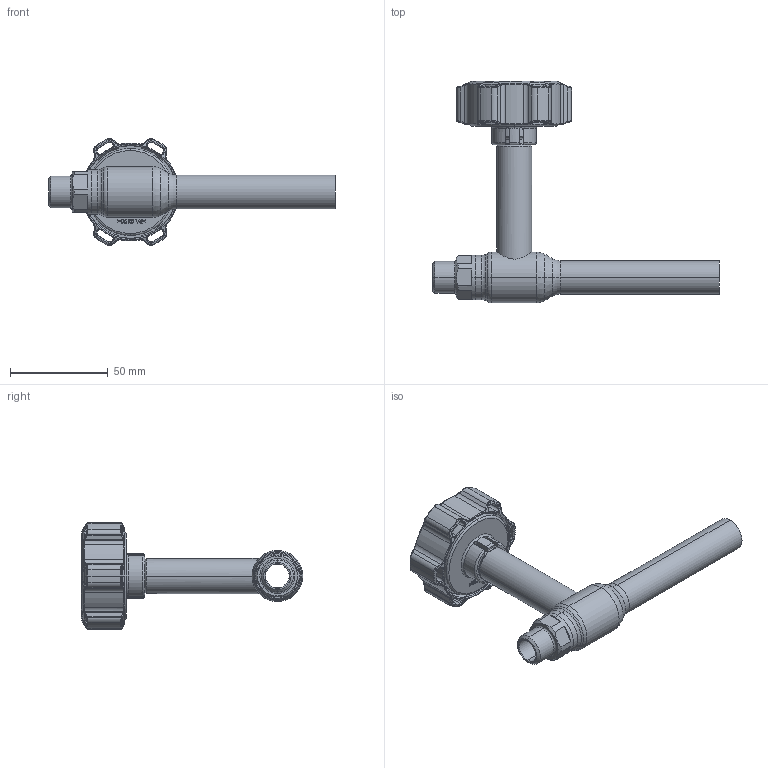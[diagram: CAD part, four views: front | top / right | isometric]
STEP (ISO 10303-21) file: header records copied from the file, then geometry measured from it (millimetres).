
FILE_DESCRIPTION (( 'STEP AP214' ), '1' );
FILE_NAME ('1010003701-2201.step', '2023-09-15T09:45:54', ( '' ), ( '' ), 'SwSTEP 2.0', 'SolidWorks 2021', '' );
FILE_SCHEMA (( 'AUTOMOTIVE_DESIGN' ));
Length unit declared in the file: millimetre
Products named in the file (1): 1010003701-2201
Bounding box: 146.8 x 113.4 x 54.57 mm (x, y, z)
Surface area: 28478.2 mm2 (no closed solid volume)
Topology: 0 solids, 7 shells, 508 faces, 1450 edges, 924 vertices
Faces by surface type: bspline 167, cylinder 126, plane 96, torus 71, cone 48
Entity records: 31138 total; most frequent: CARTESIAN_POINT 13840, ORIENTED_EDGE 2606, DIRECTION 2055, EDGE_CURVE 1450, VERTEX_POINT 924, AXIS2_PLACEMENT_3D 816, EDGE_LOOP 541, B_SPLINE_CURVE_WITH_KNOTS 523
